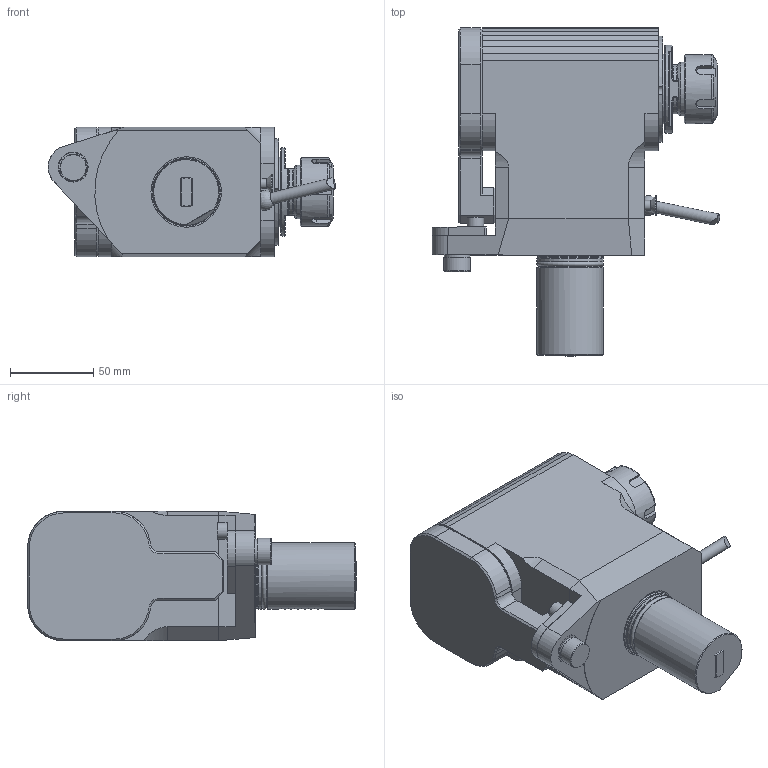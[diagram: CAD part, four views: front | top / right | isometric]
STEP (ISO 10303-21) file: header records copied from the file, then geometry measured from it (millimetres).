
FILE_DESCRIPTION (( 'STEP AP214' ), '1' );
FILE_NAME ('RRPPS40131DMZ1.STEP', '2022-07-06T13:08:29', ( '' ), ( '' ), 'SwSTEP 2.0', 'SolidWorks 2016', '' );
FILE_SCHEMA (( 'AUTOMOTIVE_DESIGN' ));
Length unit declared in the file: millimetre
Products named in the file (1): RRPPS40131DMZ1
Bounding box: 172.92 x 197.8 x 78 mm (x, y, z)
Volume: 1303252.4 mm3; surface area: 124476.9 mm2
Topology: 7 solids, 8 shells, 664 faces, 1695 edges, 1097 vertices
Faces by surface type: plane 436, bspline 84, cylinder 80, cone 43, torus 20, sphere 1
Full cylindrical faces by diameter (mm): 1.7 x1, 2.1 x1, 6 x2, 6.366 x1, 7 x1, 10 x1, 11.57 x1, 15.5 x1, 16 x1, 16.5 x1, 18 x2, 21.5 x1, 32.3 x1, 36 x1, 39.6 x1, 40 x2, 41.5 x1, 53 x1, 61 x1, 64 x1, 65 x1
Entity records: 24811 total; most frequent: CARTESIAN_POINT 9631, ORIENTED_EDGE 3248, DIRECTION 2744, EDGE_CURVE 1624, VECTOR 1104, LINE 1104, VERTEX_POINT 1079, AXIS2_PLACEMENT_3D 820
